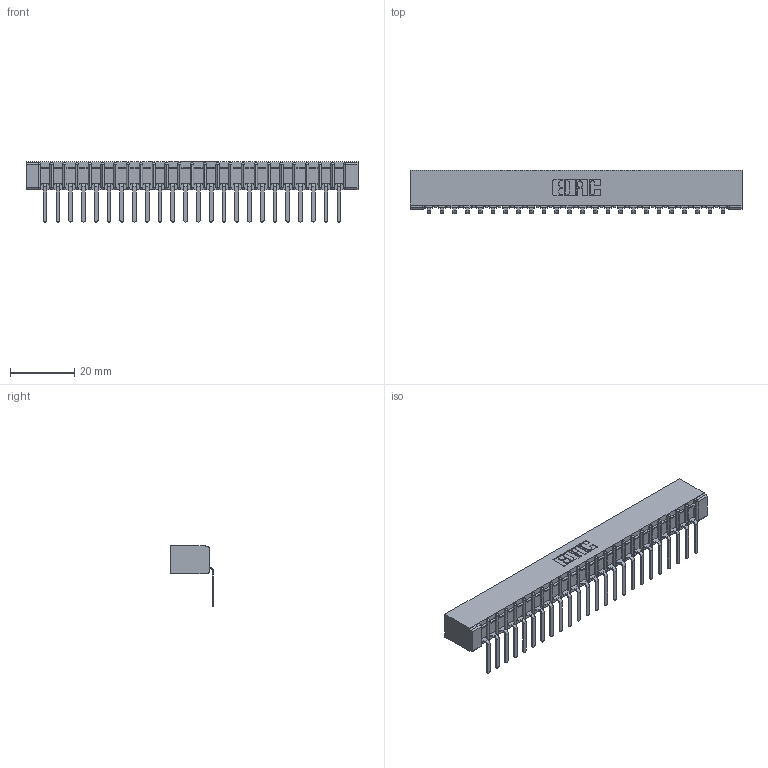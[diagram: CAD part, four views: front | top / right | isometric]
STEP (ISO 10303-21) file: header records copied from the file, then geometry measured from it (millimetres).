
FILE_DESCRIPTION (( 'STEP AP203' ), '1' );
FILE_NAME ('307-024-557-101.STEP', '2019-09-05T01:14:09', ( '' ), ( '' ), 'SwSTEP 2.0', 'SolidWorks 2016', '' );
FILE_SCHEMA (( 'CONFIG_CONTROL_DESIGN' ));
Length unit declared in the file: inch
Products named in the file (3): 307-024-557-101; 307-290-002_557; 307 Part_No Mounting Lugs
Assembly tree (25 placements, depth 2):
  307-024-557-101
    307 Part_No Mounting Lugs
    307-290-002_557  x24
Bounding box: 102.97 x 13.32 x 18.67 mm (x, y, z)
Volume: 7106.1 mm3; surface area: 13939 mm2
Topology: 25 solids, 25 shells, 2007 faces, 6155 edges, 4034 vertices
Faces by surface type: plane 1194, cylinder 763, sphere 50
Entity records: 23370 total; most frequent: CARTESIAN_POINT 3940, ORIENTED_EDGE 3930, DIRECTION 3835, EDGE_CURVE 1965, LINE 1497, VECTOR 1497, VERTEX_POINT 1274, AXIS2_PLACEMENT_3D 1169
